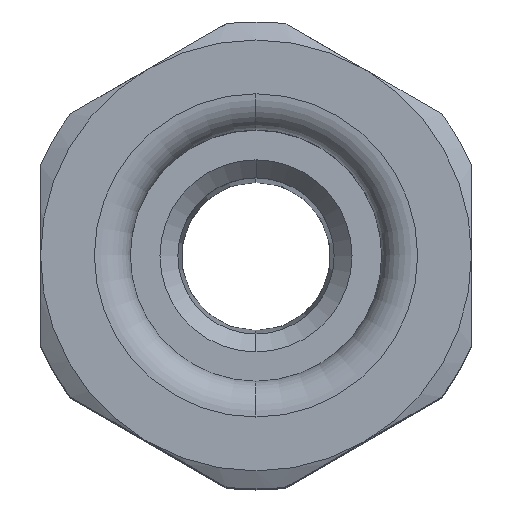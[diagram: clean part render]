
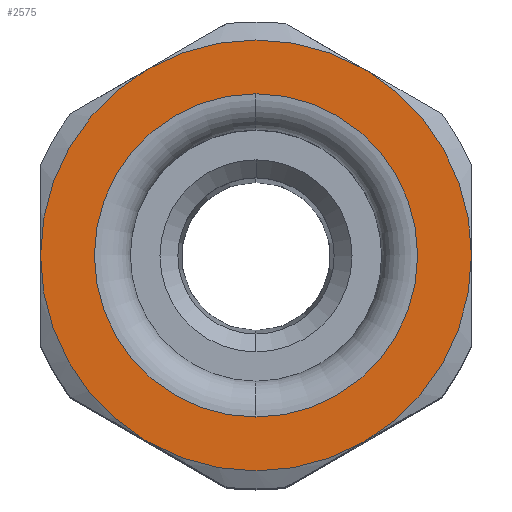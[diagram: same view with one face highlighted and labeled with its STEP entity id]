
A CAD part, top view. The second image highlights one B-rep face of the part: STEP entity #2575.
In plain terms, the highlighted planar face has unit normal (0, 0, 1).
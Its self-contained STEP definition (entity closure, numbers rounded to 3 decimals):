
#1368=AXIS2_PLACEMENT_3D('Circle Axis2P3D',#1366,#1367,$) ;
#1424=AXIS2_PLACEMENT_3D('Circle Axis2P3D',#1422,#1423,$) ;
#1500=AXIS2_PLACEMENT_3D('Circle Axis2P3D',#1498,#1499,$) ;
#1578=AXIS2_PLACEMENT_3D('Circle Axis2P3D',#1576,#1577,$) ;
#1660=AXIS2_PLACEMENT_3D('Circle Axis2P3D',#1658,#1659,$) ;
#1738=AXIS2_PLACEMENT_3D('Circle Axis2P3D',#1736,#1737,$) ;
#1776=AXIS2_PLACEMENT_3D('Circle Axis2P3D',#1774,#1775,$) ;
#1898=AXIS2_PLACEMENT_3D('Circle Axis2P3D',#1896,#1897,$) ;
#2545=AXIS2_PLACEMENT_3D('Plane Axis2P3D',#2542,#2543,#2544) ;
#2559=AXIS2_PLACEMENT_3D('Circle Axis2P3D',#2557,#2558,$) ;
#2568=AXIS2_PLACEMENT_3D('Circle Axis2P3D',#2566,#2567,$) ;
#1366=CARTESIAN_POINT('Axis2P3D Location',(12.,13.,51.75)) ;
#1370=CARTESIAN_POINT('Vertex',(5.756,2.752,51.75)) ;
#1372=CARTESIAN_POINT('Vertex',(6.,2.608,51.75)) ;
#1422=CARTESIAN_POINT('Axis2P3D Location',(12.,13.,51.75)) ;
#1426=CARTESIAN_POINT('Vertex',(18.244,23.248,51.75)) ;
#1428=CARTESIAN_POINT('Vertex',(18.,23.392,51.75)) ;
#1498=CARTESIAN_POINT('Axis2P3D Location',(12.,13.,51.75)) ;
#1502=CARTESIAN_POINT('Vertex',(24.,13.,51.75)) ;
#1571=CARTESIAN_POINT('Vertex',(6.,23.392,51.75)) ;
#1576=CARTESIAN_POINT('Axis2P3D Location',(12.,13.,51.75)) ;
#1653=CARTESIAN_POINT('Vertex',(0.,13.,51.75)) ;
#1658=CARTESIAN_POINT('Axis2P3D Location',(12.,13.,51.75)) ;
#1736=CARTESIAN_POINT('Axis2P3D Location',(12.,13.,51.75)) ;
#1769=CARTESIAN_POINT('Vertex',(18.,2.608,51.75)) ;
#1774=CARTESIAN_POINT('Axis2P3D Location',(12.,13.,51.75)) ;
#1896=CARTESIAN_POINT('Axis2P3D Location',(12.,13.,51.75)) ;
#2542=CARTESIAN_POINT('Axis2P3D Location',(12.,13.,51.75)) ;
#2557=CARTESIAN_POINT('Axis2P3D Location',(12.,13.,51.75)) ;
#2561=CARTESIAN_POINT('Vertex',(12.,22.,51.75)) ;
#2563=CARTESIAN_POINT('Vertex',(12.,4.,51.75)) ;
#2566=CARTESIAN_POINT('Axis2P3D Location',(12.,13.,51.75)) ;
#1367=DIRECTION('Axis2P3D Direction',(0.,0.,-1.)) ;
#1423=DIRECTION('Axis2P3D Direction',(0.,0.,-1.)) ;
#1499=DIRECTION('Axis2P3D Direction',(0.,0.,-1.)) ;
#1577=DIRECTION('Axis2P3D Direction',(0.,0.,-1.)) ;
#1659=DIRECTION('Axis2P3D Direction',(0.,0.,-1.)) ;
#1737=DIRECTION('Axis2P3D Direction',(0.,0.,-1.)) ;
#1775=DIRECTION('Axis2P3D Direction',(0.,0.,-1.)) ;
#1897=DIRECTION('Axis2P3D Direction',(0.,0.,-1.)) ;
#2543=DIRECTION('Axis2P3D Direction',(0.,0.,-1.)) ;
#2544=DIRECTION('Axis2P3D XDirection',(0.,1.,0.)) ;
#2558=DIRECTION('Axis2P3D Direction',(0.,0.,-1.)) ;
#2567=DIRECTION('Axis2P3D Direction',(0.,0.,-1.)) ;
#2548=ORIENTED_EDGE('',*,*,#1900,.T.) ;
#2549=ORIENTED_EDGE('',*,*,#1504,.T.) ;
#2550=ORIENTED_EDGE('',*,*,#1430,.T.) ;
#2551=ORIENTED_EDGE('',*,*,#1580,.T.) ;
#2552=ORIENTED_EDGE('',*,*,#1662,.T.) ;
#2553=ORIENTED_EDGE('',*,*,#1740,.T.) ;
#2554=ORIENTED_EDGE('',*,*,#1374,.T.) ;
#2555=ORIENTED_EDGE('',*,*,#1778,.T.) ;
#2572=ORIENTED_EDGE('',*,*,#2565,.F.) ;
#2573=ORIENTED_EDGE('',*,*,#2570,.F.) ;
#2574=FACE_BOUND('',#2571,.T.) ;
#2575=ADVANCED_FACE('BODY',(#2556,#2574),#2546,.F.) ;
#1369=CIRCLE('generated circle',#1368,12.) ;
#1425=CIRCLE('generated circle',#1424,12.) ;
#1501=CIRCLE('generated circle',#1500,12.) ;
#1579=CIRCLE('generated circle',#1578,12.) ;
#1661=CIRCLE('generated circle',#1660,12.) ;
#1739=CIRCLE('generated circle',#1738,12.) ;
#1777=CIRCLE('generated circle',#1776,12.) ;
#1899=CIRCLE('generated circle',#1898,12.) ;
#2560=CIRCLE('generated circle',#2559,9.) ;
#2569=CIRCLE('generated circle',#2568,9.) ;
#1374=EDGE_CURVE('',#1371,#1373,#1369,.F.) ;
#1430=EDGE_CURVE('',#1427,#1429,#1425,.F.) ;
#1504=EDGE_CURVE('',#1503,#1427,#1501,.F.) ;
#1580=EDGE_CURVE('',#1429,#1572,#1579,.F.) ;
#1662=EDGE_CURVE('',#1572,#1654,#1661,.F.) ;
#1740=EDGE_CURVE('',#1654,#1371,#1739,.F.) ;
#1778=EDGE_CURVE('',#1373,#1770,#1777,.F.) ;
#1900=EDGE_CURVE('',#1770,#1503,#1899,.F.) ;
#2565=EDGE_CURVE('',#2562,#2564,#2560,.F.) ;
#2570=EDGE_CURVE('',#2564,#2562,#2569,.F.) ;
#2547=EDGE_LOOP('',(#2548,#2549,#2550,#2551,#2552,#2553,#2554,#2555)) ;
#2571=EDGE_LOOP('',(#2572,#2573)) ;
#2556=FACE_OUTER_BOUND('',#2547,.T.) ;
#2546=PLANE('',#2545) ;
#1371=VERTEX_POINT('',#1370) ;
#1373=VERTEX_POINT('',#1372) ;
#1427=VERTEX_POINT('',#1426) ;
#1429=VERTEX_POINT('',#1428) ;
#1503=VERTEX_POINT('',#1502) ;
#1572=VERTEX_POINT('',#1571) ;
#1654=VERTEX_POINT('',#1653) ;
#1770=VERTEX_POINT('',#1769) ;
#2562=VERTEX_POINT('',#2561) ;
#2564=VERTEX_POINT('',#2563) ;
